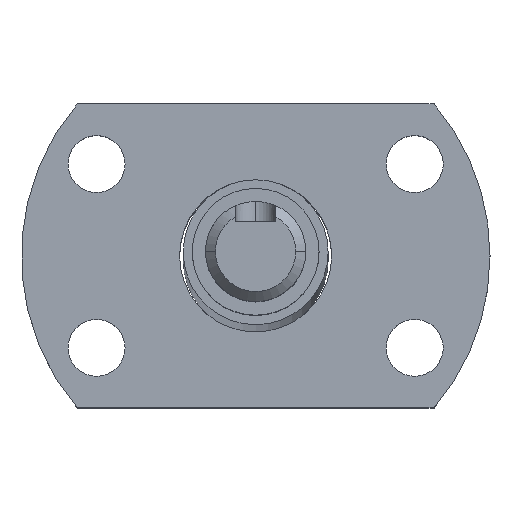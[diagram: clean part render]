
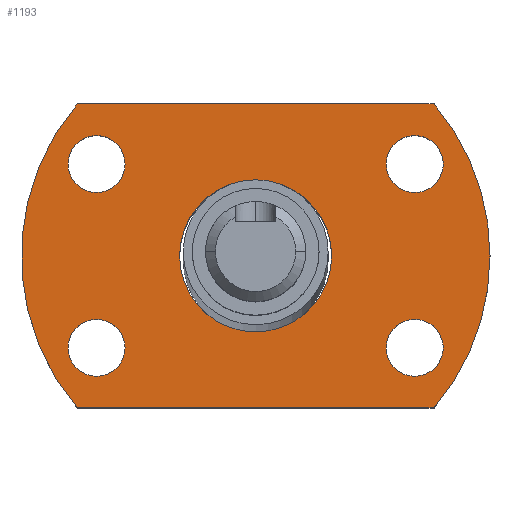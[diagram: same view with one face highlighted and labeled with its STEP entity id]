
A CAD part, top view. The second image highlights one B-rep face of the part: STEP entity #1193.
In plain terms, the highlighted face is planar.
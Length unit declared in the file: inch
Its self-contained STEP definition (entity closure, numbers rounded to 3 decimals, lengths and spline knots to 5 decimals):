
#4 = DIRECTION ( 'NONE',  ( 0., 0., -1. ) ) ;
#9 = AXIS2_PLACEMENT_3D ( 'NONE', #787, #2137, #989 ) ;
#23 = CARTESIAN_POINT ( 'NONE',  ( 0., -0.28543, -0.4058 ) ) ;
#26 = CARTESIAN_POINT ( 'NONE',  ( 0., 0., 0. ) ) ;
#41 = CIRCLE ( 'NONE', #928, 0.08858 ) ;
#43 = CIRCLE ( 'NONE', #1361, 0.08858 ) ;
#62 = CARTESIAN_POINT ( 'NONE',  ( 0., 0.28543, -0.49438 ) ) ;
#86 = VERTEX_POINT ( 'NONE', #1464 ) ;
#91 = EDGE_LOOP ( 'NONE', ( #217, #244 ) ) ;
#143 = VERTEX_POINT ( 'NONE', #1952 ) ;
#172 = CIRCLE ( 'NONE', #9, 0.08858 ) ;
#174 = ORIENTED_EDGE ( 'NONE', *, *, #341, .F. ) ;
#190 = AXIS2_PLACEMENT_3D ( 'NONE', #62, #470, #1699 ) ;
#217 = ORIENTED_EDGE ( 'NONE', *, *, #2183, .F. ) ;
#227 = DIRECTION ( 'NONE',  ( 0., 0., 1. ) ) ;
#230 = CARTESIAN_POINT ( 'NONE',  ( 0., 0.28543, -0.58297 ) ) ;
#244 = ORIENTED_EDGE ( 'NONE', *, *, #839, .F. ) ;
#246 = ORIENTED_EDGE ( 'NONE', *, *, #1124, .T. ) ;
#299 = VECTOR ( 'NONE', #1317, 39.37008 ) ;
#317 = AXIS2_PLACEMENT_3D ( 'NONE', #1943, #575, #1745 ) ;
#341 = EDGE_CURVE ( 'NONE', #644, #1797, #1187, .T. ) ;
#345 = DIRECTION ( 'NONE',  ( -1., 0., 0. ) ) ;
#364 = FACE_OUTER_BOUND ( 'NONE', #2267, .T. ) ;
#378 = ORIENTED_EDGE ( 'NONE', *, *, #2188, .T. ) ;
#398 = VERTEX_POINT ( 'NONE', #1837 ) ;
#421 = EDGE_LOOP ( 'NONE', ( #246, #1801 ) ) ;
#443 = EDGE_CURVE ( 'NONE', #2270, #1984, #1131, .T. ) ;
#456 = CARTESIAN_POINT ( 'NONE',  ( 0., 0., -0.23622 ) ) ;
#468 = DIRECTION ( 'NONE',  ( -1., 0., 0. ) ) ;
#470 = DIRECTION ( 'NONE',  ( -1., 0., 0. ) ) ;
#474 = FACE_BOUND ( 'NONE', #91, .T. ) ;
#540 = CIRCLE ( 'NONE', #1965, 0.23622 ) ;
#570 = CIRCLE ( 'NONE', #1841, 0.72835 ) ;
#575 = DIRECTION ( 'NONE',  ( -1., 0., 0. ) ) ;
#611 = CARTESIAN_POINT ( 'NONE',  ( 0., 0., 0.23622 ) ) ;
#616 = CARTESIAN_POINT ( 'NONE',  ( 0., 0.28543, -0.49438 ) ) ;
#644 = VERTEX_POINT ( 'NONE', #2065 ) ;
#652 = CARTESIAN_POINT ( 'NONE',  ( 0., -0.28543, 0.49438 ) ) ;
#665 = CARTESIAN_POINT ( 'NONE',  ( 0., 0.28543, 0.58297 ) ) ;
#675 = ORIENTED_EDGE ( 'NONE', *, *, #2335, .T. ) ;
#726 = EDGE_CURVE ( 'NONE', #86, #143, #1733, .T. ) ;
#737 = VERTEX_POINT ( 'NONE', #611 ) ;
#759 = ORIENTED_EDGE ( 'NONE', *, *, #1536, .F. ) ;
#766 = CARTESIAN_POINT ( 'NONE',  ( 0., 0.47244, -0.55434 ) ) ;
#767 = ORIENTED_EDGE ( 'NONE', *, *, #1229, .T. ) ;
#787 = CARTESIAN_POINT ( 'NONE',  ( 0., -0.28543, 0.49438 ) ) ;
#792 = DIRECTION ( 'NONE',  ( -1., 0., 0. ) ) ;
#812 = DIRECTION ( 'NONE',  ( 0., 0., 1. ) ) ;
#815 = LINE ( 'NONE', #1511, #299 ) ;
#838 = DIRECTION ( 'NONE',  ( -1., 0., 0. ) ) ;
#839 = EDGE_CURVE ( 'NONE', #1487, #1522, #1164, .T. ) ;
#844 = DIRECTION ( 'NONE',  ( 0., 0., 1. ) ) ;
#880 = FACE_BOUND ( 'NONE', #421, .T. ) ;
#894 = EDGE_CURVE ( 'NONE', #1796, #1922, #43, .T. ) ;
#907 = VECTOR ( 'NONE', #1989, 39.37008 ) ;
#917 = CARTESIAN_POINT ( 'NONE',  ( 0., 0.28543, -0.4058 ) ) ;
#919 = CARTESIAN_POINT ( 'NONE',  ( 0., 0., 0. ) ) ;
#925 = CARTESIAN_POINT ( 'NONE',  ( 0., 0., 0. ) ) ;
#928 = AXIS2_PLACEMENT_3D ( 'NONE', #616, #1977, #812 ) ;
#938 = DIRECTION ( 'NONE',  ( 1., 0., 0. ) ) ;
#942 = CIRCLE ( 'NONE', #2330, 0.08858 ) ;
#944 = VERTEX_POINT ( 'NONE', #456 ) ;
#989 = DIRECTION ( 'NONE',  ( 0., 0., 1. ) ) ;
#999 = CARTESIAN_POINT ( 'NONE',  ( 0., 0., 0. ) ) ;
#1070 = EDGE_LOOP ( 'NONE', ( #1955, #174 ) ) ;
#1102 = CIRCLE ( 'NONE', #1188, 0.23622 ) ;
#1121 = DIRECTION ( 'NONE',  ( 0., 0., -1. ) ) ;
#1124 = EDGE_CURVE ( 'NONE', #737, #944, #540, .T. ) ;
#1131 = CIRCLE ( 'NONE', #190, 0.08858 ) ;
#1164 = CIRCLE ( 'NONE', #1784, 0.08858 ) ;
#1165 = EDGE_CURVE ( 'NONE', #1797, #644, #942, .T. ) ;
#1178 = DIRECTION ( 'NONE',  ( -1., 0., 0. ) ) ;
#1187 = CIRCLE ( 'NONE', #317, 0.08858 ) ;
#1188 = AXIS2_PLACEMENT_3D ( 'NONE', #999, #2348, #1200 ) ;
#1193 = ADVANCED_FACE ( 'NONE', ( #1972, #1915, #474, #1384, #880, #364 ), #2088, .F. ) ;
#1200 = DIRECTION ( 'NONE',  ( 0., 0., -1. ) ) ;
#1218 = CARTESIAN_POINT ( 'NONE',  ( 0., -0.47244, -0.55434 ) ) ;
#1229 = EDGE_CURVE ( 'NONE', #2014, #1392, #815, .T. ) ;
#1317 = DIRECTION ( 'NONE',  ( 0., 0., -1. ) ) ;
#1361 = AXIS2_PLACEMENT_3D ( 'NONE', #652, #2009, #844 ) ;
#1381 = DIRECTION ( 'NONE',  ( -1., 0., 0. ) ) ;
#1384 = FACE_BOUND ( 'NONE', #1394, .T. ) ;
#1392 = VERTEX_POINT ( 'NONE', #766 ) ;
#1394 = EDGE_LOOP ( 'NONE', ( #759, #1925 ) ) ;
#1402 = EDGE_CURVE ( 'NONE', #1922, #1796, #172, .T. ) ;
#1425 = ORIENTED_EDGE ( 'NONE', *, *, #894, .F. ) ;
#1464 = CARTESIAN_POINT ( 'NONE',  ( 0., -0.47244, 0.55434 ) ) ;
#1487 = VERTEX_POINT ( 'NONE', #1773 ) ;
#1488 = EDGE_CURVE ( 'NONE', #944, #737, #1102, .T. ) ;
#1494 = ORIENTED_EDGE ( 'NONE', *, *, #1402, .F. ) ;
#1502 = CARTESIAN_POINT ( 'NONE',  ( 0., 0.28543, 0.49438 ) ) ;
#1511 = CARTESIAN_POINT ( 'NONE',  ( 0., 0.47244, -0.55434 ) ) ;
#1522 = VERTEX_POINT ( 'NONE', #23 ) ;
#1536 = EDGE_CURVE ( 'NONE', #1984, #2270, #41, .T. ) ;
#1622 = CIRCLE ( 'NONE', #2078, 0.72835 ) ;
#1632 = CARTESIAN_POINT ( 'NONE',  ( 0., 0., 0. ) ) ;
#1699 = DIRECTION ( 'NONE',  ( 0., 0., 1. ) ) ;
#1703 = DIRECTION ( 'NONE',  ( 0., 0., -1. ) ) ;
#1733 = CIRCLE ( 'NONE', #2471, 0.72835 ) ;
#1745 = DIRECTION ( 'NONE',  ( 0., 0., -1. ) ) ;
#1773 = CARTESIAN_POINT ( 'NONE',  ( 0., -0.28543, -0.58297 ) ) ;
#1784 = AXIS2_PLACEMENT_3D ( 'NONE', #2000, #838, #2192 ) ;
#1796 = VERTEX_POINT ( 'NONE', #1830 ) ;
#1797 = VERTEX_POINT ( 'NONE', #665 ) ;
#1801 = ORIENTED_EDGE ( 'NONE', *, *, #1488, .T. ) ;
#1830 = CARTESIAN_POINT ( 'NONE',  ( 0., -0.28543, 0.58297 ) ) ;
#1834 = DIRECTION ( 'NONE',  ( 0., 0., 1. ) ) ;
#1837 = CARTESIAN_POINT ( 'NONE',  ( 0., -0.47244, -0.55434 ) ) ;
#1841 = AXIS2_PLACEMENT_3D ( 'NONE', #1959, #792, #2141 ) ;
#1892 = AXIS2_PLACEMENT_3D ( 'NONE', #2331, #1178, #4 ) ;
#1896 = CARTESIAN_POINT ( 'NONE',  ( 0., 0.47244, 0.55434 ) ) ;
#1915 = FACE_BOUND ( 'NONE', #2211, .T. ) ;
#1922 = VERTEX_POINT ( 'NONE', #2437 ) ;
#1925 = ORIENTED_EDGE ( 'NONE', *, *, #443, .F. ) ;
#1943 = CARTESIAN_POINT ( 'NONE',  ( 0., 0.28543, 0.49438 ) ) ;
#1952 = CARTESIAN_POINT ( 'NONE',  ( 0., 0., 0.72835 ) ) ;
#1955 = ORIENTED_EDGE ( 'NONE', *, *, #1165, .F. ) ;
#1959 = CARTESIAN_POINT ( 'NONE',  ( 0., 0., 0. ) ) ;
#1965 = AXIS2_PLACEMENT_3D ( 'NONE', #919, #2261, #1121 ) ;
#1972 = FACE_BOUND ( 'NONE', #1070, .T. ) ;
#1977 = DIRECTION ( 'NONE',  ( -1., 0., 0. ) ) ;
#1984 = VERTEX_POINT ( 'NONE', #917 ) ;
#1989 = DIRECTION ( 'NONE',  ( 0., 0., 1. ) ) ;
#2000 = CARTESIAN_POINT ( 'NONE',  ( 0., -0.28543, -0.49438 ) ) ;
#2009 = DIRECTION ( 'NONE',  ( -1., 0., 0. ) ) ;
#2014 = VERTEX_POINT ( 'NONE', #1896 ) ;
#2065 = CARTESIAN_POINT ( 'NONE',  ( 0., 0.28543, 0.4058 ) ) ;
#2078 = AXIS2_PLACEMENT_3D ( 'NONE', #1632, #468, #1834 ) ;
#2088 = PLANE ( 'NONE',  #2092 ) ;
#2089 = ORIENTED_EDGE ( 'NONE', *, *, #726, .T. ) ;
#2092 = AXIS2_PLACEMENT_3D ( 'NONE', #925, #938, #2281 ) ;
#2117 = CIRCLE ( 'NONE', #1892, 0.08858 ) ;
#2137 = DIRECTION ( 'NONE',  ( -1., 0., 0. ) ) ;
#2141 = DIRECTION ( 'NONE',  ( 0., 0., 1. ) ) ;
#2183 = EDGE_CURVE ( 'NONE', #1522, #1487, #2117, .T. ) ;
#2188 = EDGE_CURVE ( 'NONE', #1392, #398, #570, .T. ) ;
#2192 = DIRECTION ( 'NONE',  ( 0., 0., -1. ) ) ;
#2211 = EDGE_LOOP ( 'NONE', ( #1425, #1494 ) ) ;
#2261 = DIRECTION ( 'NONE',  ( 1., 0., 0. ) ) ;
#2267 = EDGE_LOOP ( 'NONE', ( #378, #675, #2089, #2486, #767 ) ) ;
#2270 = VERTEX_POINT ( 'NONE', #230 ) ;
#2281 = DIRECTION ( 'NONE',  ( 0., 0., -1. ) ) ;
#2325 = LINE ( 'NONE', #1218, #907 ) ;
#2330 = AXIS2_PLACEMENT_3D ( 'NONE', #1502, #345, #1703 ) ;
#2331 = CARTESIAN_POINT ( 'NONE',  ( 0., -0.28543, -0.49438 ) ) ;
#2335 = EDGE_CURVE ( 'NONE', #398, #86, #2325, .T. ) ;
#2348 = DIRECTION ( 'NONE',  ( 1., 0., 0. ) ) ;
#2437 = CARTESIAN_POINT ( 'NONE',  ( 0., -0.28543, 0.4058 ) ) ;
#2471 = AXIS2_PLACEMENT_3D ( 'NONE', #26, #1381, #227 ) ;
#2486 = ORIENTED_EDGE ( 'NONE', *, *, #2507, .T. ) ;
#2507 = EDGE_CURVE ( 'NONE', #143, #2014, #1622, .T. ) ;
